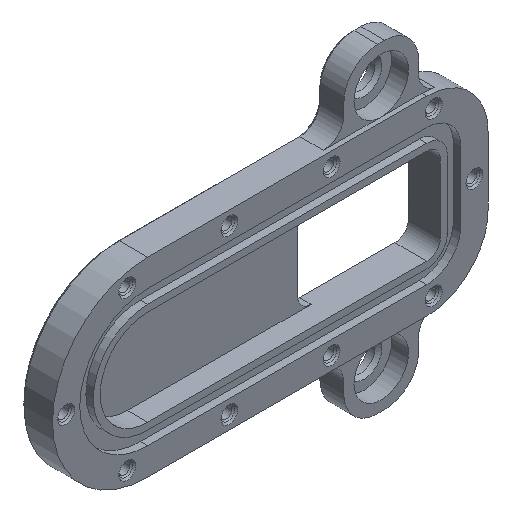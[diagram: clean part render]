
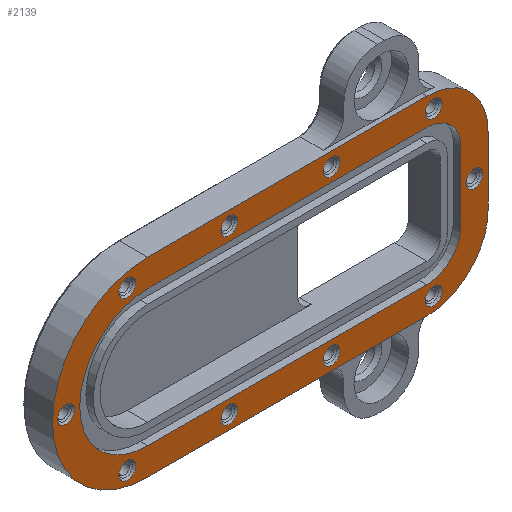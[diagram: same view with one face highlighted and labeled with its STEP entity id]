
A CAD part, isometric view. The second image highlights one B-rep face of the part: STEP entity #2139.
In plain terms, the highlighted planar face has unit normal (0, -1, 0).
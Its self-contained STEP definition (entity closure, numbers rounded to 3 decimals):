
#132=FACE_BOUND('',#287,.T.);
#133=FACE_BOUND('',#288,.T.);
#134=FACE_BOUND('',#289,.T.);
#135=FACE_BOUND('',#290,.T.);
#136=FACE_BOUND('',#291,.T.);
#137=FACE_BOUND('',#292,.T.);
#138=FACE_BOUND('',#293,.T.);
#139=FACE_BOUND('',#294,.T.);
#140=FACE_BOUND('',#295,.T.);
#141=FACE_BOUND('',#296,.T.);
#142=FACE_BOUND('',#297,.T.);
#162=FACE_OUTER_BOUND('',#286,.T.);
#286=EDGE_LOOP('',(#1470,#1471,#1472,#1473,#1474,#1475));
#287=EDGE_LOOP('',(#1476,#1477,#1478,#1479,#1480,#1481));
#288=EDGE_LOOP('',(#1482));
#289=EDGE_LOOP('',(#1483));
#290=EDGE_LOOP('',(#1484));
#291=EDGE_LOOP('',(#1485));
#292=EDGE_LOOP('',(#1486));
#293=EDGE_LOOP('',(#1487));
#294=EDGE_LOOP('',(#1488));
#295=EDGE_LOOP('',(#1489));
#296=EDGE_LOOP('',(#1490));
#297=EDGE_LOOP('',(#1491));
#440=LINE('',#3250,#625);
#441=LINE('',#3254,#626);
#442=LINE('',#3257,#627);
#443=LINE('',#3260,#628);
#444=LINE('',#3264,#629);
#445=LINE('',#3268,#630);
#625=VECTOR('',#2543,10.);
#626=VECTOR('',#2546,41.);
#627=VECTOR('',#2549,41.);
#628=VECTOR('',#2550,41.);
#629=VECTOR('',#2553,41.);
#630=VECTOR('',#2556,10.);
#810=CIRCLE('',#2278,9.);
#811=CIRCLE('',#2279,9.);
#812=CIRCLE('',#2280,14.);
#813=CIRCLE('',#2281,10.);
#814=CIRCLE('',#2282,5.);
#815=CIRCLE('',#2283,5.);
#816=CIRCLE('',#2284,1.25);
#817=CIRCLE('',#2285,1.25);
#818=CIRCLE('',#2286,1.25);
#819=CIRCLE('',#2287,1.25);
#820=CIRCLE('',#2288,1.25);
#821=CIRCLE('',#2289,1.25);
#822=CIRCLE('',#2290,1.25);
#823=CIRCLE('',#2291,1.25);
#824=CIRCLE('',#2292,1.25);
#825=CIRCLE('',#2293,1.25);
#946=VERTEX_POINT('',#3246);
#947=VERTEX_POINT('',#3247);
#948=VERTEX_POINT('',#3249);
#949=VERTEX_POINT('',#3251);
#950=VERTEX_POINT('',#3253);
#951=VERTEX_POINT('',#3255);
#952=VERTEX_POINT('',#3258);
#953=VERTEX_POINT('',#3259);
#954=VERTEX_POINT('',#3261);
#955=VERTEX_POINT('',#3263);
#956=VERTEX_POINT('',#3265);
#957=VERTEX_POINT('',#3267);
#958=VERTEX_POINT('',#3270);
#959=VERTEX_POINT('',#3272);
#960=VERTEX_POINT('',#3274);
#961=VERTEX_POINT('',#3276);
#962=VERTEX_POINT('',#3278);
#963=VERTEX_POINT('',#3280);
#964=VERTEX_POINT('',#3282);
#965=VERTEX_POINT('',#3284);
#966=VERTEX_POINT('',#3286);
#967=VERTEX_POINT('',#3288);
#1149=EDGE_CURVE('',#946,#947,#810,.T.);
#1150=EDGE_CURVE('',#947,#948,#440,.T.);
#1151=EDGE_CURVE('',#948,#949,#811,.T.);
#1152=EDGE_CURVE('',#949,#950,#441,.T.);
#1153=EDGE_CURVE('',#951,#950,#812,.T.);
#1154=EDGE_CURVE('',#951,#946,#442,.T.);
#1155=EDGE_CURVE('',#952,#953,#443,.T.);
#1156=EDGE_CURVE('',#954,#953,#813,.T.);
#1157=EDGE_CURVE('',#954,#955,#444,.T.);
#1158=EDGE_CURVE('',#956,#955,#814,.T.);
#1159=EDGE_CURVE('',#957,#956,#445,.T.);
#1160=EDGE_CURVE('',#952,#957,#815,.T.);
#1161=EDGE_CURVE('',#958,#958,#816,.T.);
#1162=EDGE_CURVE('',#959,#959,#817,.T.);
#1163=EDGE_CURVE('',#960,#960,#818,.T.);
#1164=EDGE_CURVE('',#961,#961,#819,.T.);
#1165=EDGE_CURVE('',#962,#962,#820,.T.);
#1166=EDGE_CURVE('',#963,#963,#821,.T.);
#1167=EDGE_CURVE('',#964,#964,#822,.T.);
#1168=EDGE_CURVE('',#965,#965,#823,.T.);
#1169=EDGE_CURVE('',#966,#966,#824,.T.);
#1170=EDGE_CURVE('',#967,#967,#825,.T.);
#1470=ORIENTED_EDGE('',*,*,#1149,.T.);
#1471=ORIENTED_EDGE('',*,*,#1150,.T.);
#1472=ORIENTED_EDGE('',*,*,#1151,.T.);
#1473=ORIENTED_EDGE('',*,*,#1152,.T.);
#1474=ORIENTED_EDGE('',*,*,#1153,.F.);
#1475=ORIENTED_EDGE('',*,*,#1154,.T.);
#1476=ORIENTED_EDGE('',*,*,#1155,.T.);
#1477=ORIENTED_EDGE('',*,*,#1156,.F.);
#1478=ORIENTED_EDGE('',*,*,#1157,.T.);
#1479=ORIENTED_EDGE('',*,*,#1158,.F.);
#1480=ORIENTED_EDGE('',*,*,#1159,.F.);
#1481=ORIENTED_EDGE('',*,*,#1160,.F.);
#1482=ORIENTED_EDGE('',*,*,#1161,.F.);
#1483=ORIENTED_EDGE('',*,*,#1162,.F.);
#1484=ORIENTED_EDGE('',*,*,#1163,.F.);
#1485=ORIENTED_EDGE('',*,*,#1164,.F.);
#1486=ORIENTED_EDGE('',*,*,#1165,.F.);
#1487=ORIENTED_EDGE('',*,*,#1166,.F.);
#1488=ORIENTED_EDGE('',*,*,#1167,.F.);
#1489=ORIENTED_EDGE('',*,*,#1168,.F.);
#1490=ORIENTED_EDGE('',*,*,#1169,.F.);
#1491=ORIENTED_EDGE('',*,*,#1170,.F.);
#2092=PLANE('',#2277);
#2139=ADVANCED_FACE('',(#162,#132,#133,#134,#135,#136,#137,#138,#139,#140,
#141,#142),#2092,.F.);
#2277=AXIS2_PLACEMENT_3D('',#3245,#2539,#2540);
#2278=AXIS2_PLACEMENT_3D('',#3248,#2541,#2542);
#2279=AXIS2_PLACEMENT_3D('',#3252,#2544,#2545);
#2280=AXIS2_PLACEMENT_3D('',#3256,#2547,#2548);
#2281=AXIS2_PLACEMENT_3D('',#3262,#2551,#2552);
#2282=AXIS2_PLACEMENT_3D('',#3266,#2554,#2555);
#2283=AXIS2_PLACEMENT_3D('',#3269,#2557,#2558);
#2284=AXIS2_PLACEMENT_3D('',#3271,#2559,#2560);
#2285=AXIS2_PLACEMENT_3D('',#3273,#2561,#2562);
#2286=AXIS2_PLACEMENT_3D('',#3275,#2563,#2564);
#2287=AXIS2_PLACEMENT_3D('',#3277,#2565,#2566);
#2288=AXIS2_PLACEMENT_3D('',#3279,#2567,#2568);
#2289=AXIS2_PLACEMENT_3D('',#3281,#2569,#2570);
#2290=AXIS2_PLACEMENT_3D('',#3283,#2571,#2572);
#2291=AXIS2_PLACEMENT_3D('',#3285,#2573,#2574);
#2292=AXIS2_PLACEMENT_3D('',#3287,#2575,#2576);
#2293=AXIS2_PLACEMENT_3D('',#3289,#2577,#2578);
#2539=DIRECTION('center_axis',(0.,1.,0.));
#2540=DIRECTION('ref_axis',(0.,0.,-1.));
#2541=DIRECTION('center_axis',(0.,-1.,0.));
#2542=DIRECTION('ref_axis',(0.,0.,-1.));
#2543=DIRECTION('',(0.,0.,1.));
#2544=DIRECTION('center_axis',(0.,-1.,0.));
#2545=DIRECTION('ref_axis',(1.,0.,0.));
#2546=DIRECTION('',(-1.,0.,0.));
#2547=DIRECTION('center_axis',(0.,1.,0.));
#2548=DIRECTION('ref_axis',(0.,0.,-1.));
#2549=DIRECTION('',(1.,0.,0.));
#2550=DIRECTION('',(-1.,0.,0.));
#2551=DIRECTION('center_axis',(0.,-1.,0.));
#2552=DIRECTION('ref_axis',(0.,0.,1.));
#2553=DIRECTION('',(1.,0.,0.));
#2554=DIRECTION('center_axis',(0.,-1.,0.));
#2555=DIRECTION('ref_axis',(1.,0.,0.));
#2556=DIRECTION('',(0.,0.,1.));
#2557=DIRECTION('center_axis',(0.,-1.,0.));
#2558=DIRECTION('ref_axis',(0.,0.,-1.));
#2559=DIRECTION('center_axis',(0.,-1.,0.));
#2560=DIRECTION('ref_axis',(-1.,0.,0.));
#2561=DIRECTION('center_axis',(0.,-1.,0.));
#2562=DIRECTION('ref_axis',(-1.,0.,0.));
#2563=DIRECTION('center_axis',(0.,-1.,0.));
#2564=DIRECTION('ref_axis',(-1.,0.,0.));
#2565=DIRECTION('center_axis',(0.,-1.,0.));
#2566=DIRECTION('ref_axis',(-1.,0.,0.));
#2567=DIRECTION('center_axis',(0.,-1.,0.));
#2568=DIRECTION('ref_axis',(-1.,0.,0.));
#2569=DIRECTION('center_axis',(0.,-1.,0.));
#2570=DIRECTION('ref_axis',(-1.,0.,0.));
#2571=DIRECTION('center_axis',(0.,-1.,0.));
#2572=DIRECTION('ref_axis',(-1.,0.,0.));
#2573=DIRECTION('center_axis',(0.,-1.,0.));
#2574=DIRECTION('ref_axis',(-1.,0.,0.));
#2575=DIRECTION('center_axis',(0.,-1.,0.));
#2576=DIRECTION('ref_axis',(-1.,0.,0.));
#2577=DIRECTION('center_axis',(0.,-1.,0.));
#2578=DIRECTION('ref_axis',(-1.,0.,0.));
#3245=CARTESIAN_POINT('Origin',(0.,-1.7,0.));
#3246=CARTESIAN_POINT('',(41.,-1.7,-14.));
#3247=CARTESIAN_POINT('',(50.,-1.7,-5.));
#3248=CARTESIAN_POINT('Origin',(41.,-1.7,-5.));
#3249=CARTESIAN_POINT('',(50.,-1.7,5.));
#3250=CARTESIAN_POINT('',(50.,-1.7,-5.));
#3251=CARTESIAN_POINT('',(41.,-1.7,14.));
#3252=CARTESIAN_POINT('Origin',(41.,-1.7,5.));
#3253=CARTESIAN_POINT('',(0.,-1.7,14.));
#3254=CARTESIAN_POINT('',(41.,-1.7,14.));
#3255=CARTESIAN_POINT('',(0.,-1.7,-14.));
#3256=CARTESIAN_POINT('Origin',(0.,-1.7,0.));
#3257=CARTESIAN_POINT('',(0.,-1.7,-14.));
#3258=CARTESIAN_POINT('',(41.,-1.7,-10.));
#3259=CARTESIAN_POINT('',(0.,-1.7,-10.));
#3260=CARTESIAN_POINT('',(41.,-1.7,-10.));
#3261=CARTESIAN_POINT('',(0.,-1.7,10.));
#3262=CARTESIAN_POINT('Origin',(0.,-1.7,0.));
#3263=CARTESIAN_POINT('',(41.,-1.7,10.));
#3264=CARTESIAN_POINT('',(0.,-1.7,10.));
#3265=CARTESIAN_POINT('',(46.,-1.7,5.));
#3266=CARTESIAN_POINT('Origin',(41.,-1.7,5.));
#3267=CARTESIAN_POINT('',(46.,-1.7,-5.));
#3268=CARTESIAN_POINT('',(46.,-1.7,-5.));
#3269=CARTESIAN_POINT('Origin',(41.,-1.7,-5.));
#3270=CARTESIAN_POINT('',(-10.75,-1.7,0.));
#3271=CARTESIAN_POINT('Origin',(-12.,-1.7,0.));
#3272=CARTESIAN_POINT('',(-1.75,-1.7,-11.619));
#3273=CARTESIAN_POINT('Origin',(-3.,-1.7,-11.619));
#3274=CARTESIAN_POINT('',(13.25,-1.7,-12.));
#3275=CARTESIAN_POINT('Origin',(12.,-1.7,-12.));
#3276=CARTESIAN_POINT('',(28.25,-1.7,-12.));
#3277=CARTESIAN_POINT('Origin',(27.,-1.7,-12.));
#3278=CARTESIAN_POINT('',(43.25,-1.7,-11.928));
#3279=CARTESIAN_POINT('Origin',(42.,-1.7,-11.928));
#3280=CARTESIAN_POINT('',(49.25,-1.7,0.));
#3281=CARTESIAN_POINT('Origin',(48.,-1.7,0.));
#3282=CARTESIAN_POINT('',(-1.75,-1.7,11.619));
#3283=CARTESIAN_POINT('Origin',(-3.,-1.7,11.619));
#3284=CARTESIAN_POINT('',(13.25,-1.7,12.));
#3285=CARTESIAN_POINT('Origin',(12.,-1.7,12.));
#3286=CARTESIAN_POINT('',(28.25,-1.7,12.));
#3287=CARTESIAN_POINT('Origin',(27.,-1.7,12.));
#3288=CARTESIAN_POINT('',(43.25,-1.7,11.928));
#3289=CARTESIAN_POINT('Origin',(42.,-1.7,11.928));
